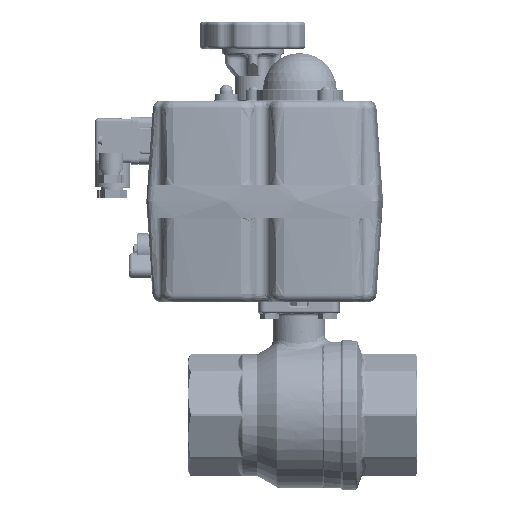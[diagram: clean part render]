
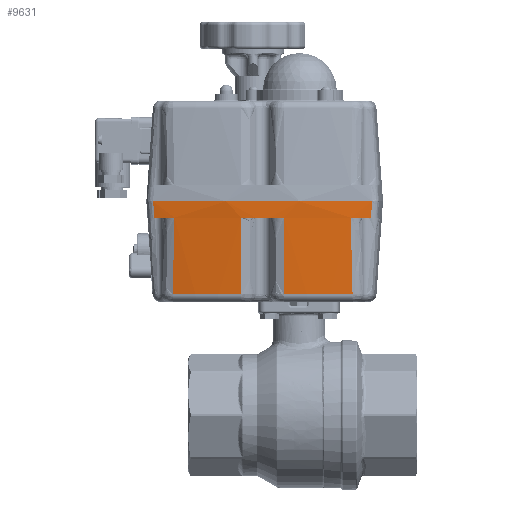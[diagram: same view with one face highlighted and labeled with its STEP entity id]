
A CAD part, front view. The second image highlights one B-rep face of the part: STEP entity #9631.
In plain terms, the highlighted conical face has half-angle 4 degrees and reference radius 403.75 mm.
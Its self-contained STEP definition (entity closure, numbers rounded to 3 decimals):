
#9631=ADVANCED_FACE('',(#23058),#23059,.T.);
#23058=FACE_OUTER_BOUND('',#48171,.T.);
#23059=CONICAL_SURFACE('',#48172,403.75,0.07);
#48171=EDGE_LOOP('',(#99047,#99048,#99049,#99050,#99051,#99052,#99053,#99054,#99055,#99056,#99057,#99058));
#48172=AXIS2_PLACEMENT_3D('',#99059,#99060,#99061);
#99047=ORIENTED_EDGE('',*,*,#139108,.F.);
#99048=ORIENTED_EDGE('',*,*,#139191,.F.);
#99049=ORIENTED_EDGE('',*,*,#139645,.F.);
#99050=ORIENTED_EDGE('',*,*,#139643,.F.);
#99051=ORIENTED_EDGE('',*,*,#139639,.F.);
#99052=ORIENTED_EDGE('',*,*,#139646,.F.);
#99053=ORIENTED_EDGE('',*,*,#139647,.F.);
#99054=ORIENTED_EDGE('',*,*,#139199,.F.);
#99055=ORIENTED_EDGE('',*,*,#139087,.F.);
#99056=ORIENTED_EDGE('',*,*,#139197,.F.);
#99057=ORIENTED_EDGE('',*,*,#139648,.F.);
#99058=ORIENTED_EDGE('',*,*,#139193,.F.);
#99059=CARTESIAN_POINT('',(-22.061,347.936,130.5));
#99060=DIRECTION('',(0.,0.,1.0));
#99061=DIRECTION('',(1.0,0.,0.));
#139087=EDGE_CURVE('',#161300,#161295,#161302,.T.);
#139108=EDGE_CURVE('',#161328,#161322,#161330,.T.);
#139191=EDGE_CURVE('',#161435,#161328,#161437,.T.);
#139193=EDGE_CURVE('',#161322,#161439,#161440,.T.);
#139197=EDGE_CURVE('',#161443,#161300,#161445,.T.);
#139199=EDGE_CURVE('',#161295,#161447,#161448,.T.);
#139639=EDGE_CURVE('',#162021,#162023,#162024,.T.);
#139643=EDGE_CURVE('',#162023,#162027,#162029,.T.);
#139645=EDGE_CURVE('',#162027,#161435,#162031,.T.);
#139646=EDGE_CURVE('',#162032,#162021,#162033,.T.);
#139647=EDGE_CURVE('',#161447,#162032,#162034,.T.);
#139648=EDGE_CURVE('',#161439,#161443,#162035,.T.);
#161295=VERTEX_POINT('',#195750);
#161300=VERTEX_POINT('',#195755);
#161302=CIRCLE('',#195757,399.775);
#161322=VERTEX_POINT('',#195845);
#161328=VERTEX_POINT('',#195889);
#161330=CIRCLE('',#195891,399.775);
#161435=VERTEX_POINT('',#196405);
#161437=B_SPLINE_CURVE_WITH_KNOTS('',3,(#196419,#196420,#196421,#196422,#196423,#196424,#196425,#196426,#196427,#196428,#196429,#196430),.UNSPECIFIED.,.F.,.F.,(4,2,2,2,2,4),(13.201,17.487,20.665,30.433,46.062,60.189),.UNSPECIFIED.);
#161439=VERTEX_POINT('',#196432);
#161440=LINE('',#196433,#196434);
#161443=VERTEX_POINT('',#196449);
#161445=LINE('',#196463,#196464);
#161447=VERTEX_POINT('',#196466);
#161448=B_SPLINE_CURVE_WITH_KNOTS('',3,(#196467,#196468,#196469,#196470,#196471,#196472,#196473,#196474,#196475,#196476,#196477,#196478,#196479,#196480),.UNSPECIFIED.,.F.,.F.,(4,2,2,2,2,2,4),(17.956,21.725,26.752,29.895,39.663,55.291,64.945),.UNSPECIFIED.);
#162021=VERTEX_POINT('',#197846);
#162023=VERTEX_POINT('',#197878);
#162024=CIRCLE('',#197879,403.75);
#162027=VERTEX_POINT('',#197912);
#162029=B_SPLINE_CURVE_WITH_KNOTS('',3,(#197944,#197945,#197946,#197947,#197948,#197949),.UNSPECIFIED.,.F.,.F.,(4,2,4),(5.022,6.639,15.06),.UNSPECIFIED.);
#162031=CIRCLE('',#197951,403.051);
#162032=VERTEX_POINT('',#197952);
#162033=B_SPLINE_CURVE_WITH_KNOTS('',3,(#197953,#197954,#197955,#197956,#197957),.UNSPECIFIED.,.F.,.F.,(4,1,4),(5.021,13.443,15.063),.UNSPECIFIED.);
#162034=CIRCLE('',#197958,403.051);
#162035=CIRCLE('',#197959,403.051);
#195750=CARTESIAN_POINT('',(-76.971,-48.05,73.651));
#195755=CARTESIAN_POINT('',(-35.09,-51.626,73.651));
#195757=AXIS2_PLACEMENT_3D('',#239908,#239909,#239910);
#195845=CARTESIAN_POINT('',(-9.032,-51.626,73.651));
#195889=CARTESIAN_POINT('',(32.849,-48.05,73.651));
#195891=AXIS2_PLACEMENT_3D('',#239935,#239936,#239937);
#196405=CARTESIAN_POINT('',(31.754,-51.506,120.5));
#196419=CARTESIAN_POINT('',(31.754,-51.506,120.5));
#196420=CARTESIAN_POINT('',(31.771,-51.403,119.075));
#196421=CARTESIAN_POINT('',(31.79,-51.3,117.65));
#196422=CARTESIAN_POINT('',(31.826,-51.12,115.168));
#196423=CARTESIAN_POINT('',(31.841,-51.043,114.112));
#196424=CARTESIAN_POINT('',(31.909,-50.731,109.809));
#196425=CARTESIAN_POINT('',(31.966,-50.494,106.562));
#196426=CARTESIAN_POINT('',(32.136,-49.875,98.12));
#196427=CARTESIAN_POINT('',(32.258,-49.492,92.926));
#196428=CARTESIAN_POINT('',(32.533,-48.756,83.038));
#196429=CARTESIAN_POINT('',(32.681,-48.404,78.344));
#196430=CARTESIAN_POINT('',(32.849,-48.05,73.651));
#196432=CARTESIAN_POINT('',(-9.034,-54.904,120.5));
#196433=CARTESIAN_POINT('',(-9.032,-51.626,73.651));
#196434=VECTOR('',#240021,46.963);
#196449=CARTESIAN_POINT('',(-35.088,-54.904,120.5));
#196463=CARTESIAN_POINT('',(-35.088,-54.904,120.5));
#196464=VECTOR('',#240022,46.963);
#196466=CARTESIAN_POINT('',(-75.875,-51.506,120.5));
#196467=CARTESIAN_POINT('',(-76.971,-48.05,73.651));
#196468=CARTESIAN_POINT('',(-76.926,-48.144,74.903));
#196469=CARTESIAN_POINT('',(-76.883,-48.239,76.155));
#196470=CARTESIAN_POINT('',(-76.785,-48.459,79.077));
#196471=CARTESIAN_POINT('',(-76.731,-48.584,80.748));
#196472=CARTESIAN_POINT('',(-76.648,-48.787,83.462));
#196473=CARTESIAN_POINT('',(-76.617,-48.865,84.506));
#196474=CARTESIAN_POINT('',(-76.492,-49.185,88.796));
#196475=CARTESIAN_POINT('',(-76.407,-49.426,92.042));
#196476=CARTESIAN_POINT('',(-76.205,-50.049,100.483));
#196477=CARTESIAN_POINT('',(-76.101,-50.43,105.677));
#196478=CARTESIAN_POINT('',(-75.962,-51.041,114.082));
#196479=CARTESIAN_POINT('',(-75.915,-51.274,117.291));
#196480=CARTESIAN_POINT('',(-75.875,-51.506,120.5));
#197846=CARTESIAN_POINT('',(-88.899,-50.243,130.5));
#197878=CARTESIAN_POINT('',(44.776,-50.244,130.5));
#197879=AXIS2_PLACEMENT_3D('',#240553,#240554,#240555);
#197912=CARTESIAN_POINT('',(44.133,-49.642,120.5));
#197944=CARTESIAN_POINT('',(44.776,-50.244,130.5));
#197945=CARTESIAN_POINT('',(44.741,-50.211,129.963));
#197946=CARTESIAN_POINT('',(44.707,-50.179,129.426));
#197947=CARTESIAN_POINT('',(44.493,-49.978,126.092));
#197948=CARTESIAN_POINT('',(44.313,-49.81,123.296));
#197949=CARTESIAN_POINT('',(44.133,-49.642,120.5));
#197951=AXIS2_PLACEMENT_3D('',#240556,#240557,#240558);
#197952=CARTESIAN_POINT('',(-88.192,-49.652,120.5));
#197953=CARTESIAN_POINT('',(-88.192,-49.652,120.5));
#197954=CARTESIAN_POINT('',(-88.39,-49.818,123.296));
#197955=CARTESIAN_POINT('',(-88.625,-50.015,126.629));
#197956=CARTESIAN_POINT('',(-88.861,-50.212,129.962));
#197957=CARTESIAN_POINT('',(-88.899,-50.243,130.5));
#197958=AXIS2_PLACEMENT_3D('',#240559,#240560,#240561);
#197959=AXIS2_PLACEMENT_3D('',#240562,#240563,#240564);
#239908=CARTESIAN_POINT('',(-22.061,347.936,73.651));
#239909=DIRECTION('',(0.,0.,-1.0));
#239910=DIRECTION('',(-0.085,-0.996,0.));
#239935=CARTESIAN_POINT('',(-22.061,347.936,73.651));
#239936=DIRECTION('',(0.,0.,-1.0));
#239937=DIRECTION('',(0.085,-0.996,0.));
#240021=DIRECTION('',(0.,-0.07,0.998));
#240022=DIRECTION('',(0.,0.07,-0.998));
#240553=CARTESIAN_POINT('',(-22.061,347.936,130.5));
#240554=DIRECTION('',(0.,0.,1.0));
#240555=DIRECTION('',(1.0,0.,0.));
#240556=CARTESIAN_POINT('',(-22.061,347.936,120.5));
#240557=DIRECTION('',(0.,0.,-1.0));
#240558=DIRECTION('',(1.0,0.,0.));
#240559=CARTESIAN_POINT('',(-22.061,347.936,120.5));
#240560=DIRECTION('',(0.,0.,-1.0));
#240561=DIRECTION('',(1.0,0.,0.));
#240562=CARTESIAN_POINT('',(-22.061,347.936,120.5));
#240563=DIRECTION('',(0.,0.,-1.0));
#240564=DIRECTION('',(1.0,0.,0.));
